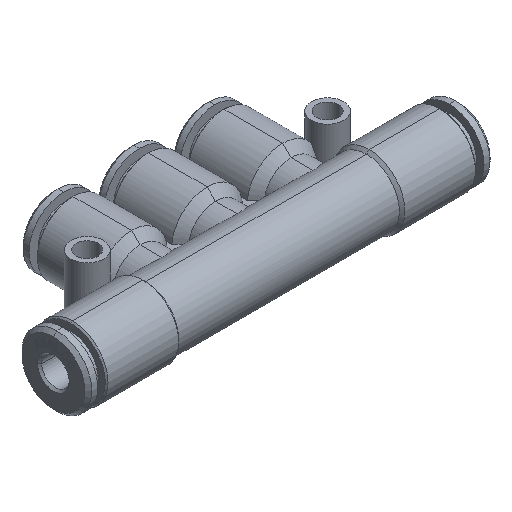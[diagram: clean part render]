
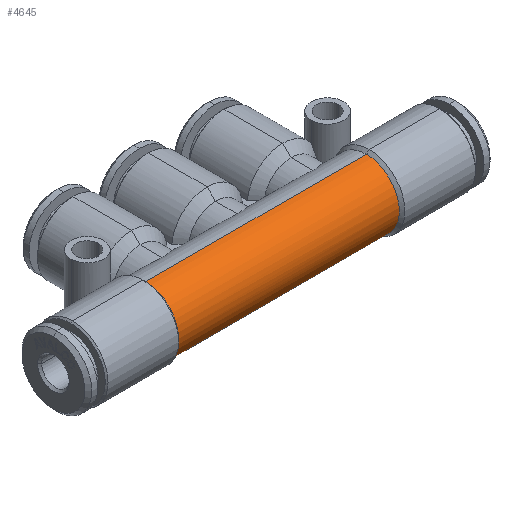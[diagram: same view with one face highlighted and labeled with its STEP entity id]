
A CAD part, isometric view. The second image highlights one B-rep face of the part: STEP entity #4645.
In plain terms, the highlighted cylindrical face has radius 4.8 mm (diameter 9.6 mm), a partial arc.
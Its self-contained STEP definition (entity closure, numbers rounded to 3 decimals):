
#1126=CARTESIAN_POINT('Vertex',(16.074,0.,-4.8)) ;
#1160=CARTESIAN_POINT('Control Point',(16.074,0.,4.8)) ;
#1161=CARTESIAN_POINT('Control Point',(16.074,-0.754,4.8)) ;
#1162=CARTESIAN_POINT('Control Point',(16.074,-1.508,4.642)) ;
#1163=CARTESIAN_POINT('Control Point',(16.074,-2.211,4.327)) ;
#1164=CARTESIAN_POINT('Control Point',(16.074,-2.821,3.883)) ;
#1165=CARTESIAN_POINT('Vertex',(16.074,0.,4.8)) ;
#1167=CARTESIAN_POINT('Vertex',(16.074,-2.821,3.883)) ;
#1171=CARTESIAN_POINT('Control Point',(16.074,-2.821,3.883)) ;
#1172=CARTESIAN_POINT('Control Point',(16.074,-3.797,3.174)) ;
#1173=CARTESIAN_POINT('Control Point',(16.074,-4.551,2.159)) ;
#1174=CARTESIAN_POINT('Control Point',(16.074,-4.951,0.929)) ;
#1175=CARTESIAN_POINT('Control Point',(16.074,-4.938,-0.336)) ;
#1176=CARTESIAN_POINT('Control Point',(16.074,-4.565,-1.483)) ;
#1177=CARTESIAN_POINT('Vertex',(16.074,-4.565,-1.483)) ;
#1181=CARTESIAN_POINT('Control Point',(16.074,-4.565,-1.483)) ;
#1182=CARTESIAN_POINT('Control Point',(16.074,-4.192,-2.631)) ;
#1183=CARTESIAN_POINT('Control Point',(16.074,-3.459,-3.661)) ;
#1184=CARTESIAN_POINT('Control Point',(16.074,-2.413,-4.422)) ;
#1185=CARTESIAN_POINT('Control Point',(16.074,-1.206,-4.8)) ;
#1186=CARTESIAN_POINT('Control Point',(16.074,0.,-4.8)) ;
#2910=CARTESIAN_POINT('Line Origine',(0.,0.,4.8)) ;
#2914=CARTESIAN_POINT('Vertex',(-16.074,0.,4.8)) ;
#4083=CARTESIAN_POINT('Line Origine',(0.,0.,-4.8)) ;
#4087=CARTESIAN_POINT('Vertex',(-16.074,0.,-4.8)) ;
#4611=CARTESIAN_POINT('Axis2P3D Location',(-16.074,0.,0.)) ;
#4616=CARTESIAN_POINT('Axis2P3D Location',(-16.074,0.,0.)) ;
#4620=CARTESIAN_POINT('Vertex',(-16.074,-2.821,3.883)) ;
#4623=CARTESIAN_POINT('Axis2P3D Location',(-16.074,0.,0.)) ;
#4627=CARTESIAN_POINT('Vertex',(-16.074,-4.565,-1.483)) ;
#4630=CARTESIAN_POINT('Axis2P3D Location',(-16.074,0.,0.)) ;
#2911=DIRECTION('Vector Direction',(1.,0.,0.)) ;
#4084=DIRECTION('Vector Direction',(1.,0.,0.)) ;
#4612=DIRECTION('Axis2P3D Direction',(1.,0.,-0.)) ;
#4613=DIRECTION('Axis2P3D XDirection',(0.,0.588,0.809)) ;
#4617=DIRECTION('Axis2P3D Direction',(1.,0.,-0.)) ;
#4624=DIRECTION('Axis2P3D Direction',(1.,0.,-0.)) ;
#4631=DIRECTION('Axis2P3D Direction',(1.,0.,-0.)) ;
#4614=AXIS2_PLACEMENT_3D('Cylinder Axis2P3D',#4611,#4612,#4613) ;
#4618=AXIS2_PLACEMENT_3D('Circle Axis2P3D',#4616,#4617,$) ;
#4625=AXIS2_PLACEMENT_3D('Circle Axis2P3D',#4623,#4624,$) ;
#4632=AXIS2_PLACEMENT_3D('Circle Axis2P3D',#4630,#4631,$) ;
#4636=ORIENTED_EDGE('',*,*,#2916,.F.) ;
#4637=ORIENTED_EDGE('',*,*,#4622,.T.) ;
#4638=ORIENTED_EDGE('',*,*,#4629,.T.) ;
#4639=ORIENTED_EDGE('',*,*,#4634,.T.) ;
#4640=ORIENTED_EDGE('',*,*,#4089,.F.) ;
#4641=ORIENTED_EDGE('',*,*,#1187,.F.) ;
#4642=ORIENTED_EDGE('',*,*,#1179,.F.) ;
#4643=ORIENTED_EDGE('',*,*,#1169,.F.) ;
#2912=VECTOR('Line Direction',#2911,1.) ;
#4085=VECTOR('Line Direction',#4084,1.) ;
#4645=ADVANCED_FACE('Corps principal',(#4644),#4615,.T.) ;
#1159=B_SPLINE_CURVE_WITH_KNOTS('',4,(#1160,#1161,#1162,#1163,#1164),.UNSPECIFIED.,.F.,.U.,(5,5),(0.,62.832),.UNSPECIFIED.) ;
#1170=B_SPLINE_CURVE_WITH_KNOTS('',5,(#1171,#1172,#1173,#1174,#1175,#1176),.UNSPECIFIED.,.F.,.U.,(6,6),(62.832,188.496),.UNSPECIFIED.) ;
#1180=B_SPLINE_CURVE_WITH_KNOTS('',5,(#1181,#1182,#1183,#1184,#1185,#1186),.UNSPECIFIED.,.F.,.U.,(6,6),(188.496,314.16),.UNSPECIFIED.) ;
#4619=CIRCLE('generated circle',#4618,4.8) ;
#4626=CIRCLE('generated circle',#4625,4.8) ;
#4633=CIRCLE('generated circle',#4632,4.8) ;
#4615=CYLINDRICAL_SURFACE('generated cylinder',#4614,4.8) ;
#1169=EDGE_CURVE('',#1166,#1168,#1159,.T.) ;
#1179=EDGE_CURVE('',#1168,#1178,#1170,.T.) ;
#1187=EDGE_CURVE('',#1178,#1127,#1180,.T.) ;
#2916=EDGE_CURVE('',#2915,#1166,#2913,.T.) ;
#4089=EDGE_CURVE('',#1127,#4088,#4086,.F.) ;
#4622=EDGE_CURVE('',#2915,#4621,#4619,.T.) ;
#4629=EDGE_CURVE('',#4621,#4628,#4626,.T.) ;
#4634=EDGE_CURVE('',#4628,#4088,#4633,.T.) ;
#4635=EDGE_LOOP('',(#4636,#4637,#4638,#4639,#4640,#4641,#4642,#4643)) ;
#4644=FACE_OUTER_BOUND('',#4635,.T.) ;
#2913=LINE('Line',#2910,#2912) ;
#4086=LINE('Line',#4083,#4085) ;
#1127=VERTEX_POINT('',#1126) ;
#1166=VERTEX_POINT('',#1165) ;
#1168=VERTEX_POINT('',#1167) ;
#1178=VERTEX_POINT('',#1177) ;
#2915=VERTEX_POINT('',#2914) ;
#4088=VERTEX_POINT('',#4087) ;
#4621=VERTEX_POINT('',#4620) ;
#4628=VERTEX_POINT('',#4627) ;
